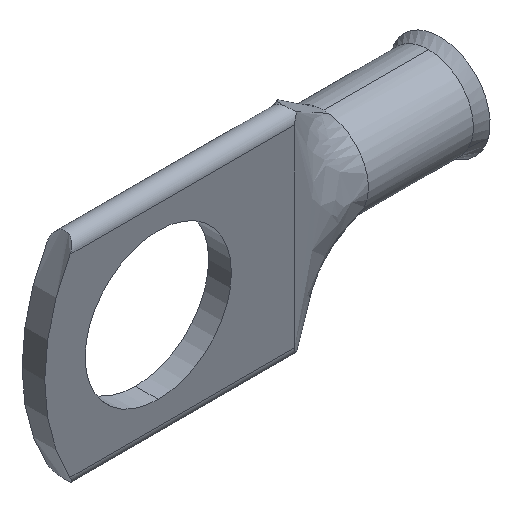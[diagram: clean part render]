
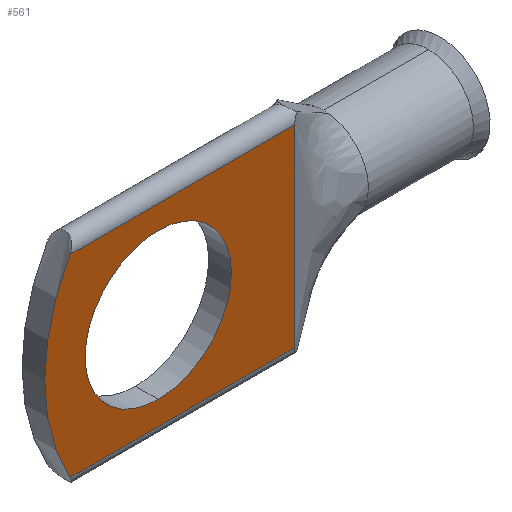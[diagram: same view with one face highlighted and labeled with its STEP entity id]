
A CAD part, isometric view. The second image highlights one B-rep face of the part: STEP entity #561.
In plain terms, the highlighted planar face has unit normal (0, -1, 0).
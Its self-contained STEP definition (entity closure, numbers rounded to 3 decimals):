
#27 = CARTESIAN_POINT ( 'NONE',  ( 11.176, -1.016, -8.636 ) ) ;
#58 = CIRCLE ( 'NONE', #1937, 6.541 ) ;
#134 = CARTESIAN_POINT ( 'NONE',  ( -8.915, -1.016, 8.636 ) ) ;
#237 = CIRCLE ( 'NONE', #1145, 6.541 ) ;
#289 = EDGE_LOOP ( 'NONE', ( #2038, #2075 ) ) ;
#342 = EDGE_CURVE ( 'NONE', #907, #2599, #237, .T. ) ;
#385 = DIRECTION ( 'NONE',  ( 0., 0., -1. ) ) ;
#435 = DIRECTION ( 'NONE',  ( 1., 0., 0. ) ) ;
#561 = ADVANCED_FACE ( 'NONE', ( #3666, #3690 ), #2131, .T. ) ;
#581 = DIRECTION ( 'NONE',  ( 0., -1., 0. ) ) ;
#620 = CARTESIAN_POINT ( 'NONE',  ( -1.016, -1.016, 0. ) ) ;
#690 = DIRECTION ( 'NONE',  ( 0., -1., 0. ) ) ;
#701 = VECTOR ( 'NONE', #3615, 1000. ) ;
#824 = ORIENTED_EDGE ( 'NONE', *, *, #4003, .T. ) ;
#907 = VERTEX_POINT ( 'NONE', #1732 ) ;
#1097 = EDGE_LOOP ( 'NONE', ( #2435, #2097, #3357, #824 ) ) ;
#1145 = AXIS2_PLACEMENT_3D ( 'NONE', #2989, #690, #385 ) ;
#1221 = CIRCLE ( 'NONE', #3743, 17.623 ) ;
#1390 = DIRECTION ( 'NONE',  ( -1., 0., 0. ) ) ;
#1446 = EDGE_CURVE ( 'NONE', #1512, #3928, #2757, .T. ) ;
#1449 = DIRECTION ( 'NONE',  ( 0., -1., 0. ) ) ;
#1512 = VERTEX_POINT ( 'NONE', #27 ) ;
#1518 = CARTESIAN_POINT ( 'NONE',  ( 6.447, -1.016, 0. ) ) ;
#1732 = CARTESIAN_POINT ( 'NONE',  ( -1.016, -1.016, -6.541 ) ) ;
#1802 = VECTOR ( 'NONE', #435, 1000. ) ;
#1847 = CARTESIAN_POINT ( 'NONE',  ( -8.915, -1.016, 8.636 ) ) ;
#1937 = AXIS2_PLACEMENT_3D ( 'NONE', #620, #581, #3590 ) ;
#1946 = LINE ( 'NONE', #134, #3313 ) ;
#2038 = ORIENTED_EDGE ( 'NONE', *, *, #3866, .F. ) ;
#2054 = EDGE_CURVE ( 'NONE', #3274, #3906, #1221, .T. ) ;
#2075 = ORIENTED_EDGE ( 'NONE', *, *, #342, .F. ) ;
#2097 = ORIENTED_EDGE ( 'NONE', *, *, #3970, .T. ) ;
#2131 = PLANE ( 'NONE',  #3246 ) ;
#2283 = DIRECTION ( 'NONE',  ( 0., -1., 0. ) ) ;
#2370 = CARTESIAN_POINT ( 'NONE',  ( 11.176, -1.016, 0. ) ) ;
#2435 = ORIENTED_EDGE ( 'NONE', *, *, #2054, .T. ) ;
#2529 = CARTESIAN_POINT ( 'NONE',  ( -1.016, -1.016, 6.541 ) ) ;
#2585 = CARTESIAN_POINT ( 'NONE',  ( -8.915, -1.016, -8.636 ) ) ;
#2599 = VERTEX_POINT ( 'NONE', #2529 ) ;
#2657 = LINE ( 'NONE', #3892, #1802 ) ;
#2757 = LINE ( 'NONE', #2370, #701 ) ;
#2767 = DIRECTION ( 'NONE',  ( 0., 0., -1. ) ) ;
#2867 = DIRECTION ( 'NONE',  ( 0., 0., -1. ) ) ;
#2962 = CARTESIAN_POINT ( 'NONE',  ( 11.176, -1.016, 8.636 ) ) ;
#2989 = CARTESIAN_POINT ( 'NONE',  ( -1.016, -1.016, 0. ) ) ;
#3246 = AXIS2_PLACEMENT_3D ( 'NONE', #1518, #1449, #2767 ) ;
#3274 = VERTEX_POINT ( 'NONE', #1847 ) ;
#3313 = VECTOR ( 'NONE', #1390, 1000. ) ;
#3357 = ORIENTED_EDGE ( 'NONE', *, *, #1446, .T. ) ;
#3531 = CARTESIAN_POINT ( 'NONE',  ( 6.447, -1.016, 0. ) ) ;
#3590 = DIRECTION ( 'NONE',  ( 0., 0., -1. ) ) ;
#3615 = DIRECTION ( 'NONE',  ( 0., 0., 1. ) ) ;
#3666 = FACE_BOUND ( 'NONE', #289, .T. ) ;
#3690 = FACE_OUTER_BOUND ( 'NONE', #1097, .T. ) ;
#3743 = AXIS2_PLACEMENT_3D ( 'NONE', #3531, #2283, #2867 ) ;
#3866 = EDGE_CURVE ( 'NONE', #2599, #907, #58, .T. ) ;
#3892 = CARTESIAN_POINT ( 'NONE',  ( 6.447, -1.016, -8.636 ) ) ;
#3906 = VERTEX_POINT ( 'NONE', #2585 ) ;
#3928 = VERTEX_POINT ( 'NONE', #2962 ) ;
#3970 = EDGE_CURVE ( 'NONE', #3906, #1512, #2657, .T. ) ;
#4003 = EDGE_CURVE ( 'NONE', #3928, #3274, #1946, .T. ) ;
